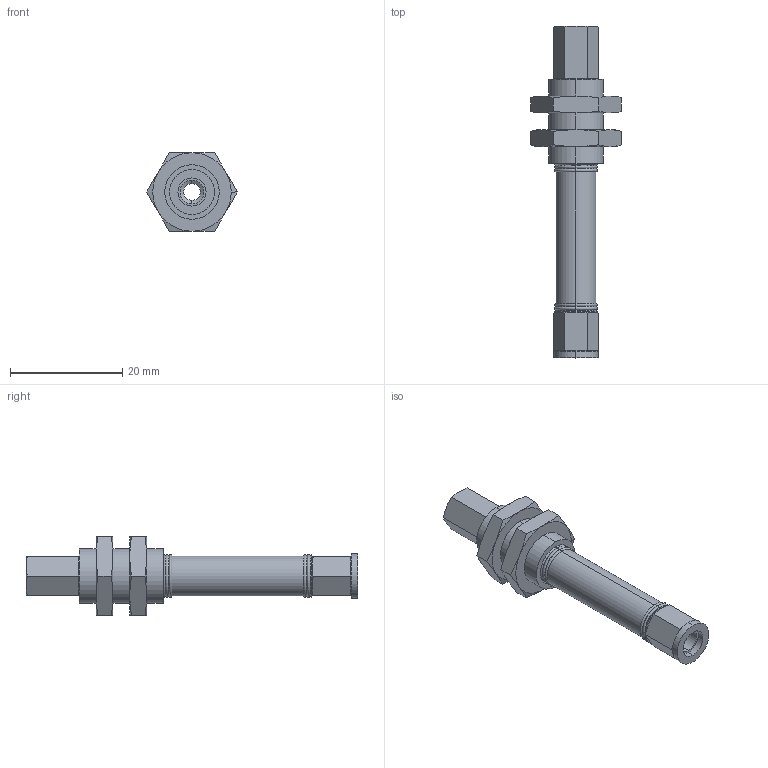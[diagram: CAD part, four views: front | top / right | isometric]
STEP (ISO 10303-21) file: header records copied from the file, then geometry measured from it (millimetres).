
FILE_DESCRIPTION (( 'STEP AP203' ), '1' );
FILE_NAME ('10.01.02.00609.step', '2021-04-14T12:44:37', ( '' ), ( '' ), 'SwSTEP 2.0', 'SolidWorks 2021', '' );
FILE_SCHEMA (( 'CONFIG_CONTROL_DESIGN' ));
Length unit declared in the file: millimetre
Products named in the file (1): 10.01.02.00609
Bounding box: 16.17 x 59.2 x 14 mm (x, y, z)
Volume: 2692.5 mm3; surface area: 3921.2 mm2
Topology: 1 solids, 1 shells, 148 faces, 320 edges, 186 vertices
Faces by surface type: cone 40, cylinder 38, plane 38, torus 32
Entity records: 4247 total; most frequent: CARTESIAN_POINT 991, DIRECTION 700, ORIENTED_EDGE 640, EDGE_CURVE 320, AXIS2_PLACEMENT_3D 311, VERTEX_POINT 186, CIRCLE 162, EDGE_LOOP 162
